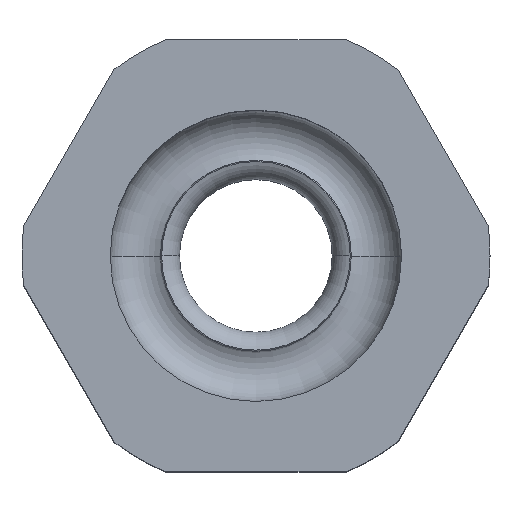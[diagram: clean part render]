
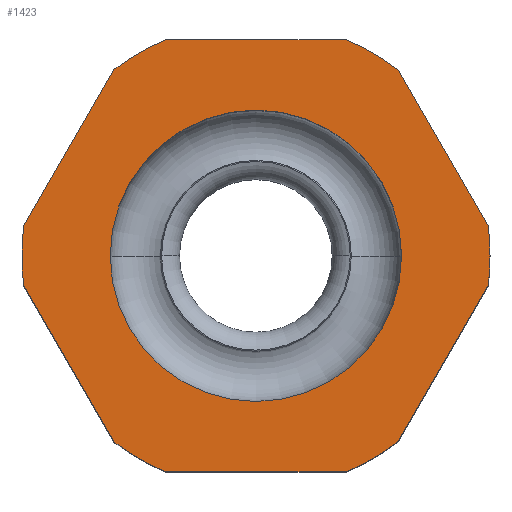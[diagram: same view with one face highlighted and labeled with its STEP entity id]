
A CAD part, top view. The second image highlights one B-rep face of the part: STEP entity #1423.
In plain terms, the highlighted planar face has unit normal (0, 0, 1).
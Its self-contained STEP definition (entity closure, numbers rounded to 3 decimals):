
#104 = PLANE ( 'NONE',  #1795 ) ;
#105 = CARTESIAN_POINT ( 'NONE',  ( 0., 0., 24.8 ) ) ;
#106 = DIRECTION ( 'NONE',  ( 0., 0., 1. ) ) ;
#107 = DIRECTION ( 'NONE',  ( 1., 0., 0. ) ) ;
#162 = CARTESIAN_POINT ( 'NONE',  ( 11.555, -1.487, 24.8 ) ) ;
#168 = CARTESIAN_POINT ( 'NONE',  ( 11.65, 0., 24.8 ) ) ;
#175 = CARTESIAN_POINT ( 'NONE',  ( 7.25, 0., 24.8 ) ) ;
#178 = CARTESIAN_POINT ( 'NONE',  ( -7.25, 0., 24.8 ) ) ;
#207 = CARTESIAN_POINT ( 'NONE',  ( 0., 0., 24.8 ) ) ;
#211 = DIRECTION ( 'NONE',  ( 0., 0., 1. ) ) ;
#212 = DIRECTION ( 'NONE',  ( 1., 0., 0. ) ) ;
#705 = CARTESIAN_POINT ( 'NONE',  ( 7.065, 9.263, 24.8 ) ) ;
#706 = CARTESIAN_POINT ( 'NONE',  ( 11.555, 1.487, 24.8 ) ) ;
#707 = CARTESIAN_POINT ( 'NONE',  ( 7.065, -9.263, 24.8 ) ) ;
#708 = CARTESIAN_POINT ( 'NONE',  ( 4.49, -10.75, 24.8 ) ) ;
#709 = CARTESIAN_POINT ( 'NONE',  ( -4.49, -10.75, 24.8 ) ) ;
#710 = CARTESIAN_POINT ( 'NONE',  ( -7.065, -9.263, 24.8 ) ) ;
#711 = CARTESIAN_POINT ( 'NONE',  ( -11.555, -1.487, 24.8 ) ) ;
#712 = CARTESIAN_POINT ( 'NONE',  ( -11.555, 1.487, 24.8 ) ) ;
#713 = CARTESIAN_POINT ( 'NONE',  ( -7.065, 9.263, 24.8 ) ) ;
#714 = CARTESIAN_POINT ( 'NONE',  ( -4.49, 10.75, 24.8 ) ) ;
#715 = CARTESIAN_POINT ( 'NONE',  ( 4.49, 10.75, 24.8 ) ) ;
#768 = CARTESIAN_POINT ( 'NONE',  ( 0., 0., 24.8 ) ) ;
#769 = DIRECTION ( 'NONE',  ( 0., 0., 1. ) ) ;
#770 = DIRECTION ( 'NONE',  ( 1., 0., 0. ) ) ;
#849 = ORIENTED_EDGE ( 'NONE', *, *, #2692, .F. ) ;
#851 = ORIENTED_EDGE ( 'NONE', *, *, #2789, .T. ) ;
#852 = ORIENTED_EDGE ( 'NONE', *, *, #1386, .F. ) ;
#853 = ORIENTED_EDGE ( 'NONE', *, *, #2775, .T. ) ;
#854 = ORIENTED_EDGE ( 'NONE', *, *, #2774, .T. ) ;
#855 = ORIENTED_EDGE ( 'NONE', *, *, #2773, .T. ) ;
#856 = ORIENTED_EDGE ( 'NONE', *, *, #2786, .T. ) ;
#857 = ORIENTED_EDGE ( 'NONE', *, *, #2772, .T. ) ;
#858 = ORIENTED_EDGE ( 'NONE', *, *, #2783, .T. ) ;
#859 = ORIENTED_EDGE ( 'NONE', *, *, #2771, .T. ) ;
#860 = ORIENTED_EDGE ( 'NONE', *, *, #2780, .T. ) ;
#861 = ORIENTED_EDGE ( 'NONE', *, *, #2770, .T. ) ;
#862 = ORIENTED_EDGE ( 'NONE', *, *, #2769, .T. ) ;
#863 = ORIENTED_EDGE ( 'NONE', *, *, #2778, .T. ) ;
#864 = ORIENTED_EDGE ( 'NONE', *, *, #2638, .T. ) ;
#1007 = EDGE_LOOP ( 'NONE', ( #849, #852 ) ) ;
#1008 = EDGE_LOOP ( 'NONE', ( #853, #854, #851, #855, #856, #857, #858, #859, #860, #861, #863, #864, #862 ) ) ;
#1242 = VERTEX_POINT ( 'NONE', #705 ) ;
#1243 = VERTEX_POINT ( 'NONE', #706 ) ;
#1244 = VERTEX_POINT ( 'NONE', #707 ) ;
#1245 = VERTEX_POINT ( 'NONE', #708 ) ;
#1246 = VERTEX_POINT ( 'NONE', #709 ) ;
#1247 = VERTEX_POINT ( 'NONE', #710 ) ;
#1248 = VERTEX_POINT ( 'NONE', #711 ) ;
#1249 = VERTEX_POINT ( 'NONE', #712 ) ;
#1250 = VERTEX_POINT ( 'NONE', #713 ) ;
#1251 = VERTEX_POINT ( 'NONE', #714 ) ;
#1252 = VERTEX_POINT ( 'NONE', #715 ) ;
#1309 = CIRCLE ( 'NONE', #1852, 11.65 ) ;
#1310 = CIRCLE ( 'NONE', #1854, 11.65 ) ;
#1311 = CIRCLE ( 'NONE', #1855, 11.65 ) ;
#1312 = CIRCLE ( 'NONE', #1856, 11.65 ) ;
#1313 = CIRCLE ( 'NONE', #1858, 11.65 ) ;
#1314 = CIRCLE ( 'NONE', #1859, 11.65 ) ;
#1357 = CIRCLE ( 'NONE', #1729, 7.25 ) ;
#1386 = EDGE_CURVE ( 'NONE', #2494, #2497, #1357, .T. ) ;
#1423 = ADVANCED_FACE ( 'NONE', ( #1790, #1788 ), #104, .T. ) ;
#1466 = CARTESIAN_POINT ( 'NONE',  ( 0., 0., 24.8 ) ) ;
#1470 = DIRECTION ( 'NONE',  ( 0., 0., 1. ) ) ;
#1471 = DIRECTION ( 'NONE',  ( 1., 0., 0. ) ) ;
#1472 = CARTESIAN_POINT ( 'NONE',  ( 0., 0., 24.8 ) ) ;
#1473 = DIRECTION ( 'NONE',  ( 0., 0., 1. ) ) ;
#1474 = DIRECTION ( 'NONE',  ( 1., 0., 0. ) ) ;
#1475 = CARTESIAN_POINT ( 'NONE',  ( 0., 0., 24.8 ) ) ;
#1476 = DIRECTION ( 'NONE',  ( 0., 0., 1. ) ) ;
#1477 = DIRECTION ( 'NONE',  ( 1., 0., 0. ) ) ;
#1478 = CARTESIAN_POINT ( 'NONE',  ( 0., 0., 24.8 ) ) ;
#1479 = DIRECTION ( 'NONE',  ( 0., 0., 1. ) ) ;
#1480 = DIRECTION ( 'NONE',  ( 1., 0., 0. ) ) ;
#1481 = CARTESIAN_POINT ( 'NONE',  ( 0., 0., 24.8 ) ) ;
#1482 = DIRECTION ( 'NONE',  ( 0., 0., 1. ) ) ;
#1483 = DIRECTION ( 'NONE',  ( 1., 0., 0. ) ) ;
#1484 = CARTESIAN_POINT ( 'NONE',  ( 0., 0., 24.8 ) ) ;
#1485 = DIRECTION ( 'NONE',  ( 0., 0., 1. ) ) ;
#1486 = DIRECTION ( 'NONE',  ( 1., 0., 0. ) ) ;
#1488 = LINE ( 'NONE', #1489, #1862 ) ;
#1489 = CARTESIAN_POINT ( 'NONE',  ( 12.413, 0., 24.8 ) ) ;
#1490 = DIRECTION ( 'NONE',  ( -0.5, 0.866, 0. ) ) ;
#1497 = LINE ( 'NONE', #1498, #1865 ) ;
#1498 = CARTESIAN_POINT ( 'NONE',  ( 6.207, -10.75, 24.8 ) ) ;
#1499 = DIRECTION ( 'NONE',  ( 0.5, 0.866, 0. ) ) ;
#1503 = LINE ( 'NONE', #1504, #1867 ) ;
#1504 = CARTESIAN_POINT ( 'NONE',  ( -6.207, -10.75, 24.8 ) ) ;
#1505 = DIRECTION ( 'NONE',  ( 1., 0., 0. ) ) ;
#1512 = LINE ( 'NONE', #1513, #1870 ) ;
#1513 = CARTESIAN_POINT ( 'NONE',  ( -12.413, 0., 24.8 ) ) ;
#1514 = DIRECTION ( 'NONE',  ( 0.5, -0.866, 0. ) ) ;
#1521 = LINE ( 'NONE', #1522, #1873 ) ;
#1522 = CARTESIAN_POINT ( 'NONE',  ( -6.207, 10.75, 24.8 ) ) ;
#1523 = DIRECTION ( 'NONE',  ( -0.5, -0.866, 0. ) ) ;
#1530 = LINE ( 'NONE', #1531, #1877 ) ;
#1531 = CARTESIAN_POINT ( 'NONE',  ( 6.207, 10.75, 24.8 ) ) ;
#1532 = DIRECTION ( 'NONE',  ( -1., 0., 0. ) ) ;
#1729 = AXIS2_PLACEMENT_3D ( 'NONE', #768, #769, #770 ) ;
#1788 = FACE_OUTER_BOUND ( 'NONE', #1008, .T. ) ;
#1790 = FACE_BOUND ( 'NONE', #1007, .T. ) ;
#1795 = AXIS2_PLACEMENT_3D ( 'NONE', #105, #106, #107 ) ;
#1852 = AXIS2_PLACEMENT_3D ( 'NONE', #1466, #1470, #1471 ) ;
#1854 = AXIS2_PLACEMENT_3D ( 'NONE', #1472, #1473, #1474 ) ;
#1855 = AXIS2_PLACEMENT_3D ( 'NONE', #1475, #1476, #1477 ) ;
#1856 = AXIS2_PLACEMENT_3D ( 'NONE', #1478, #1479, #1480 ) ;
#1858 = AXIS2_PLACEMENT_3D ( 'NONE', #1481, #1482, #1483 ) ;
#1859 = AXIS2_PLACEMENT_3D ( 'NONE', #1484, #1485, #1486 ) ;
#1862 = VECTOR ( 'NONE', #1490, 1000. ) ;
#1865 = VECTOR ( 'NONE', #1499, 1000. ) ;
#1867 = VECTOR ( 'NONE', #1505, 1000. ) ;
#1870 = VECTOR ( 'NONE', #1514, 1000. ) ;
#1873 = VECTOR ( 'NONE', #1523, 1000. ) ;
#1877 = VECTOR ( 'NONE', #1532, 1000. ) ;
#1895 = AXIS2_PLACEMENT_3D ( 'NONE', #207, #211, #212 ) ;
#1964 = AXIS2_PLACEMENT_3D ( 'NONE', #2130, #2134, #2135 ) ;
#2009 = CIRCLE ( 'NONE', #1964, 7.25 ) ;
#2033 = CIRCLE ( 'NONE', #1895, 11.65 ) ;
#2130 = CARTESIAN_POINT ( 'NONE',  ( 0., 0., 24.8 ) ) ;
#2134 = DIRECTION ( 'NONE',  ( 0., 0., 1. ) ) ;
#2135 = DIRECTION ( 'NONE',  ( 1., 0., 0. ) ) ;
#2481 = VERTEX_POINT ( 'NONE', #162 ) ;
#2487 = VERTEX_POINT ( 'NONE', #168 ) ;
#2494 = VERTEX_POINT ( 'NONE', #175 ) ;
#2497 = VERTEX_POINT ( 'NONE', #178 ) ;
#2638 = EDGE_CURVE ( 'NONE', #2481, #2487, #2033, .T. ) ;
#2692 = EDGE_CURVE ( 'NONE', #2497, #2494, #2009, .T. ) ;
#2769 = EDGE_CURVE ( 'NONE', #2487, #1243, #1309, .T. ) ;
#2770 = EDGE_CURVE ( 'NONE', #1245, #1244, #1310, .T. ) ;
#2771 = EDGE_CURVE ( 'NONE', #1247, #1246, #1311, .T. ) ;
#2772 = EDGE_CURVE ( 'NONE', #1249, #1248, #1312, .T. ) ;
#2773 = EDGE_CURVE ( 'NONE', #1251, #1250, #1313, .T. ) ;
#2774 = EDGE_CURVE ( 'NONE', #1242, #1252, #1314, .T. ) ;
#2775 = EDGE_CURVE ( 'NONE', #1243, #1242, #1488, .T. ) ;
#2778 = EDGE_CURVE ( 'NONE', #1244, #2481, #1497, .T. ) ;
#2780 = EDGE_CURVE ( 'NONE', #1246, #1245, #1503, .T. ) ;
#2783 = EDGE_CURVE ( 'NONE', #1248, #1247, #1512, .T. ) ;
#2786 = EDGE_CURVE ( 'NONE', #1250, #1249, #1521, .T. ) ;
#2789 = EDGE_CURVE ( 'NONE', #1252, #1251, #1530, .T. ) ;
